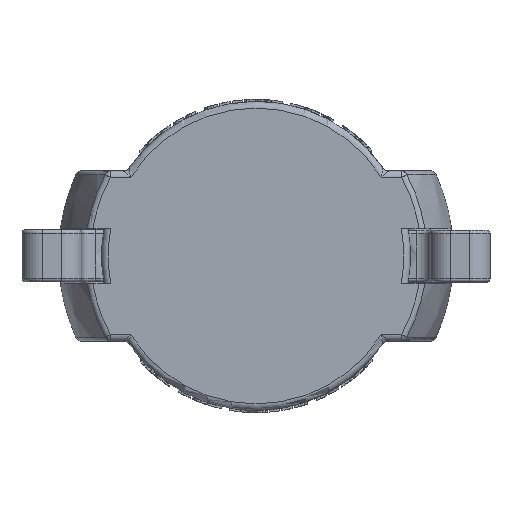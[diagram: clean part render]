
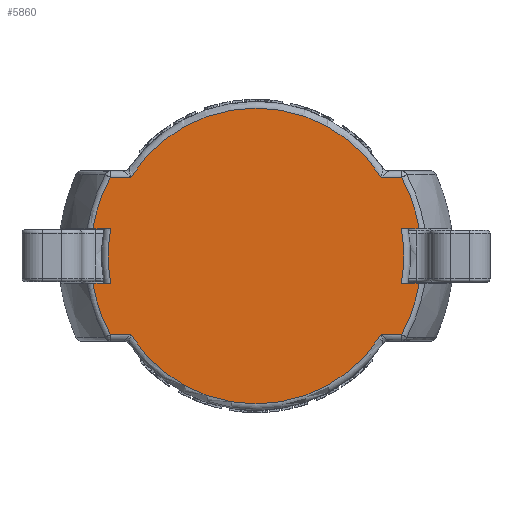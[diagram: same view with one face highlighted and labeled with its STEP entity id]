
A CAD part, left-side view. The second image highlights one B-rep face of the part: STEP entity #5860.
In plain terms, the highlighted planar face has unit normal (-1, 0, 0).
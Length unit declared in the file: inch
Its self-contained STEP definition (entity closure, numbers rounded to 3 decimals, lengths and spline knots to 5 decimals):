
#2921=CARTESIAN_POINT('',(0.,1.14788,-0.72));
#2922=VERTEX_POINT('',#2921);
#3036=CARTESIAN_POINT('',(0.,1.33379,-0.72));
#3037=VERTEX_POINT('',#3036);
#3038=CARTESIAN_POINT('',(0.,1.14788,-0.72));
#3039=DIRECTION('',(0.0,1.0,0.0));
#3040=VECTOR('',#3039,0.18591);
#3041=LINE('',#3038,#3040);
#3042=EDGE_CURVE('',#2922,#3037,#3041,.T.);
#3070=CARTESIAN_POINT('',(0.,-1.14788,-0.72));
#3071=VERTEX_POINT('',#3070);
#3083=CARTESIAN_POINT('',(0.,0.0,0.0));
#3084=DIRECTION('',(-1.0,0.0,0.0));
#3085=DIRECTION('',(0.0,0.0,-1.0));
#3086=AXIS2_PLACEMENT_3D('',#3083,#3084,#3085);
#3087=CIRCLE('',#3086,1.355);
#3088=EDGE_CURVE('',#2922,#3071,#3087,.T.);
#5136=CARTESIAN_POINT('',(0.,-1.33379,-0.72));
#5137=VERTEX_POINT('',#5136);
#5145=CARTESIAN_POINT('',(0.,-1.33379,-0.72));
#5146=DIRECTION('',(0.0,1.0,0.0));
#5147=VECTOR('',#5146,0.18591);
#5148=LINE('',#5145,#5147);
#5149=EDGE_CURVE('',#5137,#3071,#5148,.T.);
#5187=CARTESIAN_POINT('',(0.,-1.14788,0.72));
#5188=VERTEX_POINT('',#5187);
#5221=CARTESIAN_POINT('',(0.,-1.33379,0.72));
#5222=VERTEX_POINT('',#5221);
#5223=CARTESIAN_POINT('',(0.,-1.14788,0.72));
#5224=DIRECTION('',(0.0,-1.0,0.0));
#5225=VECTOR('',#5224,0.18591);
#5226=LINE('',#5223,#5225);
#5227=EDGE_CURVE('',#5188,#5222,#5226,.T.);
#5247=CARTESIAN_POINT('',(0.,1.14788,0.72));
#5248=VERTEX_POINT('',#5247);
#5260=CARTESIAN_POINT('',(0.,0.0,0.0));
#5261=DIRECTION('',(-1.0,0.0,0.0));
#5262=DIRECTION('',(0.0,0.0,-1.0));
#5263=AXIS2_PLACEMENT_3D('',#5260,#5261,#5262);
#5264=CIRCLE('',#5263,1.355);
#5265=EDGE_CURVE('',#5188,#5248,#5264,.T.);
#5326=CARTESIAN_POINT('',(0.,1.33379,0.72));
#5327=VERTEX_POINT('',#5326);
#5335=CARTESIAN_POINT('',(0.,1.33379,0.72));
#5336=DIRECTION('',(0.0,-1.0,0.0));
#5337=VECTOR('',#5336,0.18591);
#5338=LINE('',#5335,#5337);
#5339=EDGE_CURVE('',#5327,#5248,#5338,.T.);
#5490=CARTESIAN_POINT('',(0.,-1.49495,-0.25));
#5491=VERTEX_POINT('',#5490);
#5503=CARTESIAN_POINT('',(0.,0.0,0.0));
#5504=DIRECTION('',(1.0,0.0,0.0));
#5505=DIRECTION('',(0.0,-0.941,-0.338));
#5506=AXIS2_PLACEMENT_3D('',#5503,#5504,#5505);
#5507=CIRCLE('',#5506,1.51571);
#5508=EDGE_CURVE('',#5491,#5137,#5507,.T.);
#5757=CARTESIAN_POINT('',(0.,-1.49495,0.25));
#5758=VERTEX_POINT('',#5757);
#5759=CARTESIAN_POINT('',(0.,0.0,0.0));
#5760=DIRECTION('',(1.0,0.0,0.0));
#5761=DIRECTION('',(0.0,-0.941,0.338));
#5762=AXIS2_PLACEMENT_3D('',#5759,#5760,#5761);
#5763=CIRCLE('',#5762,1.51571);
#5764=EDGE_CURVE('',#5222,#5758,#5763,.T.);
#5781=CARTESIAN_POINT('',(0.,0.7075,0.0));
#5782=DIRECTION('',(-1.0,0.0,0.0));
#5783=DIRECTION('',(0.0,0.0,1.0));
#5784=AXIS2_PLACEMENT_3D('',#5781,#5782,#5783);
#5785=PLANE('',#5784);
#5786=ORIENTED_EDGE('',*,*,#5149,.F.);
#5787=ORIENTED_EDGE('',*,*,#5508,.F.);
#5788=CARTESIAN_POINT('',(0.,-1.33174,-0.25));
#5789=VERTEX_POINT('',#5788);
#5790=CARTESIAN_POINT('',(0.,-1.33174,-0.25));
#5791=DIRECTION('',(0.0,-1.0,0.0));
#5792=VECTOR('',#5791,0.16322);
#5793=LINE('',#5790,#5792);
#5794=EDGE_CURVE('',#5789,#5491,#5793,.T.);
#5795=ORIENTED_EDGE('',*,*,#5794,.F.);
#5796=CARTESIAN_POINT('',(0.,-1.33174,0.25));
#5797=VERTEX_POINT('',#5796);
#5798=CARTESIAN_POINT('',(0.,0.0,0.0));
#5799=DIRECTION('',(1.0,0.0,0.0));
#5800=DIRECTION('',(0.0,-1.0,0.0));
#5801=AXIS2_PLACEMENT_3D('',#5798,#5799,#5800);
#5802=CIRCLE('',#5801,1.355);
#5803=EDGE_CURVE('',#5797,#5789,#5802,.T.);
#5804=ORIENTED_EDGE('',*,*,#5803,.F.);
#5805=CARTESIAN_POINT('',(0.,-1.49495,0.25));
#5806=DIRECTION('',(0.0,1.0,0.0));
#5807=VECTOR('',#5806,0.16322);
#5808=LINE('',#5805,#5807);
#5809=EDGE_CURVE('',#5758,#5797,#5808,.T.);
#5810=ORIENTED_EDGE('',*,*,#5809,.F.);
#5811=ORIENTED_EDGE('',*,*,#5764,.F.);
#5812=ORIENTED_EDGE('',*,*,#5227,.F.);
#5813=ORIENTED_EDGE('',*,*,#5265,.T.);
#5814=ORIENTED_EDGE('',*,*,#5339,.F.);
#5815=CARTESIAN_POINT('',(0.,1.49495,0.25));
#5816=VERTEX_POINT('',#5815);
#5817=CARTESIAN_POINT('',(0.,0.0,0.0));
#5818=DIRECTION('',(1.0,0.0,0.0));
#5819=DIRECTION('',(0.0,0.941,0.338));
#5820=AXIS2_PLACEMENT_3D('',#5817,#5818,#5819);
#5821=CIRCLE('',#5820,1.51571);
#5822=EDGE_CURVE('',#5816,#5327,#5821,.T.);
#5823=ORIENTED_EDGE('',*,*,#5822,.F.);
#5824=CARTESIAN_POINT('',(0.,1.33174,0.25));
#5825=VERTEX_POINT('',#5824);
#5826=CARTESIAN_POINT('',(0.,1.33174,0.25));
#5827=DIRECTION('',(0.0,1.0,0.0));
#5828=VECTOR('',#5827,0.16322);
#5829=LINE('',#5826,#5828);
#5830=EDGE_CURVE('',#5825,#5816,#5829,.T.);
#5831=ORIENTED_EDGE('',*,*,#5830,.F.);
#5832=CARTESIAN_POINT('',(0.,1.33174,-0.25));
#5833=VERTEX_POINT('',#5832);
#5834=CARTESIAN_POINT('',(0.,0.0,0.0));
#5835=DIRECTION('',(1.0,0.0,0.0));
#5836=DIRECTION('',(0.0,1.0,0.0));
#5837=AXIS2_PLACEMENT_3D('',#5834,#5835,#5836);
#5838=CIRCLE('',#5837,1.355);
#5839=EDGE_CURVE('',#5833,#5825,#5838,.T.);
#5840=ORIENTED_EDGE('',*,*,#5839,.F.);
#5841=CARTESIAN_POINT('',(0.,1.49495,-0.25));
#5842=VERTEX_POINT('',#5841);
#5843=CARTESIAN_POINT('',(0.,1.49495,-0.25));
#5844=DIRECTION('',(0.0,-1.0,0.0));
#5845=VECTOR('',#5844,0.16322);
#5846=LINE('',#5843,#5845);
#5847=EDGE_CURVE('',#5842,#5833,#5846,.T.);
#5848=ORIENTED_EDGE('',*,*,#5847,.F.);
#5849=CARTESIAN_POINT('',(0.,0.0,0.0));
#5850=DIRECTION('',(1.0,0.0,0.0));
#5851=DIRECTION('',(0.0,0.941,-0.338));
#5852=AXIS2_PLACEMENT_3D('',#5849,#5850,#5851);
#5853=CIRCLE('',#5852,1.51571);
#5854=EDGE_CURVE('',#3037,#5842,#5853,.T.);
#5855=ORIENTED_EDGE('',*,*,#5854,.F.);
#5856=ORIENTED_EDGE('',*,*,#3042,.F.);
#5857=ORIENTED_EDGE('',*,*,#3088,.T.);
#5858=EDGE_LOOP('',(#5786,#5787,#5795,#5804,#5810,#5811,#5812,#5813,#5814,#5823,#5831,#5840,#5848,#5855,#5856,#5857));
#5859=FACE_OUTER_BOUND('',#5858,.T.);
#5860=ADVANCED_FACE('',(#5859),#5785,.T.);
